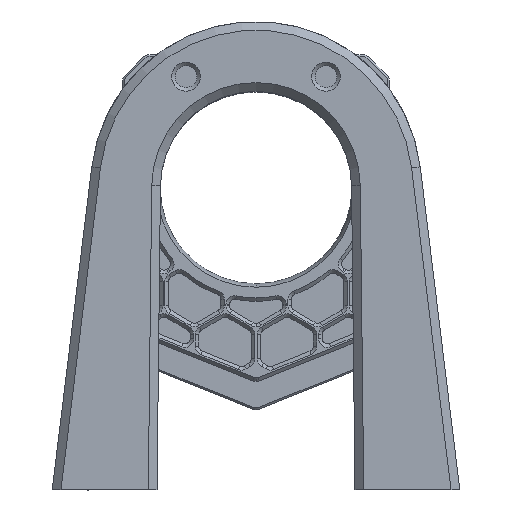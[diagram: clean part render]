
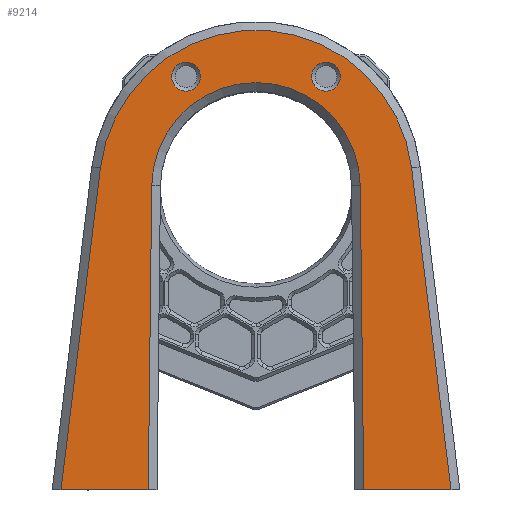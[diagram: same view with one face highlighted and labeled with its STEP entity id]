
A CAD part, front view. The second image highlights one B-rep face of the part: STEP entity #9214.
In plain terms, the highlighted planar face has unit normal (0, -1, 0).
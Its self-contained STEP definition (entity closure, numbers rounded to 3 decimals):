
#53=FACE_BOUND('',#1625,.T.);
#54=FACE_BOUND('',#1626,.T.);
#359=PLANE('',#10195);
#1039=FACE_OUTER_BOUND('',#1624,.T.);
#1624=EDGE_LOOP('',(#8382,#8383,#8384,#8385,#8386,#8387,#8388,#8389));
#1625=EDGE_LOOP('',(#8390));
#1626=EDGE_LOOP('',(#8391));
#2069=CIRCLE('',#10193,1.65);
#2071=CIRCLE('',#10196,11.943);
#2072=CIRCLE('',#10197,17.943);
#2073=CIRCLE('',#10198,1.65);
#2911=LINE('',#16019,#3766);
#2912=LINE('',#16023,#3767);
#2913=LINE('',#16025,#3768);
#2914=LINE('',#16027,#3769);
#2915=LINE('',#16031,#3770);
#2916=LINE('',#16032,#3771);
#3766=VECTOR('',#12908,10.);
#3767=VECTOR('',#12911,10.);
#3768=VECTOR('',#12912,10.);
#3769=VECTOR('',#12913,10.);
#3770=VECTOR('',#12916,10.);
#3771=VECTOR('',#12917,10.);
#4548=VERTEX_POINT('',#16011);
#4550=VERTEX_POINT('',#16017);
#4551=VERTEX_POINT('',#16018);
#4552=VERTEX_POINT('',#16020);
#4553=VERTEX_POINT('',#16022);
#4554=VERTEX_POINT('',#16024);
#4555=VERTEX_POINT('',#16026);
#4556=VERTEX_POINT('',#16028);
#4557=VERTEX_POINT('',#16030);
#4558=VERTEX_POINT('',#16033);
#5832=EDGE_CURVE('',#4548,#4548,#2069,.T.);
#5835=EDGE_CURVE('',#4550,#4551,#2911,.T.);
#5836=EDGE_CURVE('',#4552,#4550,#2071,.T.);
#5837=EDGE_CURVE('',#4553,#4552,#2912,.T.);
#5838=EDGE_CURVE('',#4554,#4553,#2913,.T.);
#5839=EDGE_CURVE('',#4555,#4554,#2914,.T.);
#5840=EDGE_CURVE('',#4556,#4555,#2072,.T.);
#5841=EDGE_CURVE('',#4557,#4556,#2915,.T.);
#5842=EDGE_CURVE('',#4551,#4557,#2916,.T.);
#5843=EDGE_CURVE('',#4558,#4558,#2073,.T.);
#8382=ORIENTED_EDGE('',*,*,#5835,.F.);
#8383=ORIENTED_EDGE('',*,*,#5836,.F.);
#8384=ORIENTED_EDGE('',*,*,#5837,.F.);
#8385=ORIENTED_EDGE('',*,*,#5838,.F.);
#8386=ORIENTED_EDGE('',*,*,#5839,.F.);
#8387=ORIENTED_EDGE('',*,*,#5840,.F.);
#8388=ORIENTED_EDGE('',*,*,#5841,.F.);
#8389=ORIENTED_EDGE('',*,*,#5842,.F.);
#8390=ORIENTED_EDGE('',*,*,#5843,.F.);
#8391=ORIENTED_EDGE('',*,*,#5832,.F.);
#9214=ADVANCED_FACE('',(#1039,#53,#54),#359,.F.);
#10193=AXIS2_PLACEMENT_3D('',#16012,#12901,#12902);
#10195=AXIS2_PLACEMENT_3D('',#16016,#12906,#12907);
#10196=AXIS2_PLACEMENT_3D('',#16021,#12909,#12910);
#10197=AXIS2_PLACEMENT_3D('',#16029,#12914,#12915);
#10198=AXIS2_PLACEMENT_3D('',#16034,#12918,#12919);
#12901=DIRECTION('center_axis',(0.,-1.,0.));
#12902=DIRECTION('ref_axis',(-1.,0.,0.));
#12906=DIRECTION('center_axis',(0.,1.,0.));
#12907=DIRECTION('ref_axis',(-1.,0.,0.));
#12908=DIRECTION('',(-0.011,0.,-1.));
#12909=DIRECTION('center_axis',(0.,-1.,0.));
#12910=DIRECTION('ref_axis',(-1.,0.,0.));
#12911=DIRECTION('',(-0.011,0.,1.));
#12912=DIRECTION('',(-1.,0.,0.));
#12913=DIRECTION('',(0.122,0.,-0.993));
#12914=DIRECTION('center_axis',(0.,1.,0.));
#12915=DIRECTION('ref_axis',(-1.,0.,0.));
#12916=DIRECTION('',(0.122,0.,0.993));
#12917=DIRECTION('',(-1.,0.,0.));
#12918=DIRECTION('center_axis',(0.,-1.,0.));
#12919=DIRECTION('ref_axis',(-1.,0.,0.));
#16011=CARTESIAN_POINT('',(9.663,-13.2,73.542));
#16012=CARTESIAN_POINT('Origin',(8.013,-13.2,73.542));
#16016=CARTESIAN_POINT('Origin',(0.001,-13.2,
48.386));
#16017=CARTESIAN_POINT('',(-11.941,-13.2,61.063));
#16018=CARTESIAN_POINT('',(-12.334,-13.2,26.218));
#16019=CARTESIAN_POINT('',(-12.208,-13.2,37.376));
#16020=CARTESIAN_POINT('',(11.943,-13.2,61.063));
#16021=CARTESIAN_POINT('Origin',(0.001,-13.2,
60.929));
#16022=CARTESIAN_POINT('',(12.336,-13.2,26.218));
#16023=CARTESIAN_POINT('',(12.014,-13.2,54.793));
#16024=CARTESIAN_POINT('',(22.329,-13.2,26.218));
#16025=CARTESIAN_POINT('',(5.669,-13.2,26.218));
#16026=CARTESIAN_POINT('',(17.811,-13.2,63.11));
#16027=CARTESIAN_POINT('',(20.834,-13.2,38.425));
#16028=CARTESIAN_POINT('',(-17.809,-13.2,63.11));
#16029=CARTESIAN_POINT('Origin',(0.001,-13.2,
60.929));
#16030=CARTESIAN_POINT('',(-22.327,-13.2,26.218));
#16031=CARTESIAN_POINT('',(-18.566,-13.2,56.931));
#16032=CARTESIAN_POINT('',(-11.667,-13.2,26.218));
#16033=CARTESIAN_POINT('',(-6.361,-13.2,73.542));
#16034=CARTESIAN_POINT('Origin',(-8.011,-13.2,73.542));
